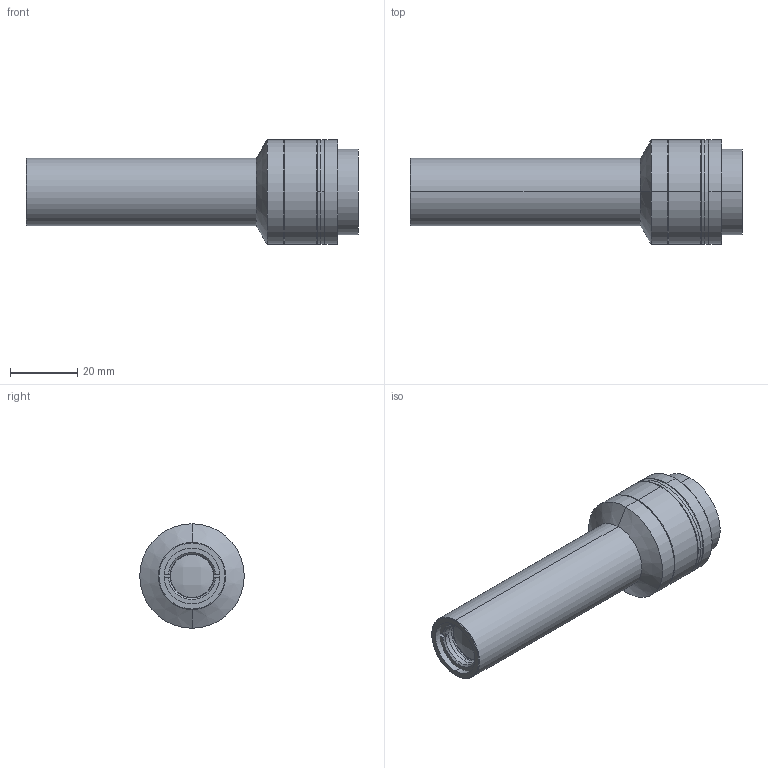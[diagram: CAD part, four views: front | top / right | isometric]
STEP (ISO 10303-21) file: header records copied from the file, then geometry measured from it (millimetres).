
FILE_DESCRIPTION (( 'STEP AP214' ), '1' );
FILE_NAME ('OTL11.5-20-065C.STEP', '2023-05-12T01:50:17', ( '' ), ( '' ), 'SwSTEP 2.0', 'SolidWorks 2022', '' );
FILE_SCHEMA (( 'AUTOMOTIVE_DESIGN' ));
Length unit declared in the file: millimetre
Products named in the file (1): OTL11.5-20-065C
Bounding box: 98.48 x 31 x 31 mm (x, y, z)
Volume: 32942.5 mm3; surface area: 18497.1 mm2
Topology: 13 solids, 13 shells, 164 faces, 366 edges, 234 vertices
Faces by surface type: cylinder 64, cone 44, plane 44, bspline 12
Entity records: 6814 total; most frequent: CARTESIAN_POINT 1059, DIRECTION 866, ORIENTED_EDGE 732, EDGE_CURVE 366, AXIS2_PLACEMENT_3D 365, VERTEX_POINT 234, CIRCLE 212, EDGE_LOOP 192
